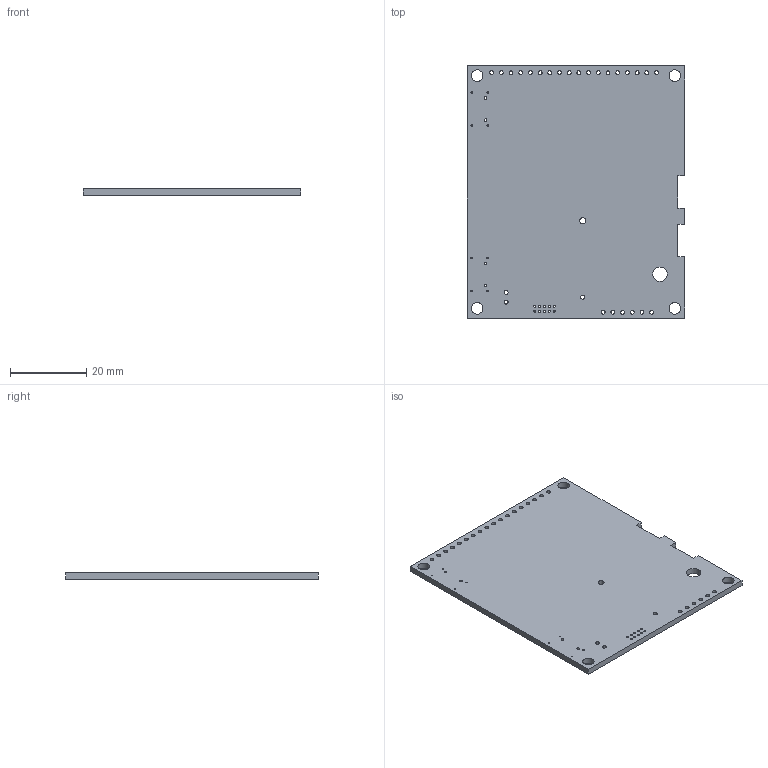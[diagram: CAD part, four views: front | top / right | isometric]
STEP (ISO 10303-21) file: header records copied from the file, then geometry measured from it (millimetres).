
FILE_DESCRIPTION(('KiCad electronic assembly'),'2;1');
FILE_NAME('kicadBoard.step','2022-11-08T18:18:36',('Pcbnew'),('Kicad'), 'Open CASCADE STEP processor 7.6','KiCad to STEP converter','Unknown' );
FILE_SCHEMA(('AUTOMOTIVE_DESIGN { 1 0 10303 214 1 1 1 1 }'));
Length unit declared in the file: millimetre
Products named in the file (2): kicadBoard 1; _autosave-kicadBoard PCB
Assembly tree (1 placements, depth 2):
  kicadBoard 1
    _autosave-kicadBoard PCB
Bounding box: 56.9 x 66.04 x 1.6 mm (x, y, z)
Volume: 5852.4 mm3; surface area: 8001.9 mm2
Topology: 1 solids, 1 shells, 69 faces, 201 edges, 134 vertices
Faces by surface type: cylinder 55, plane 14
Full cylindrical faces by diameter (mm): 0.4 x8, 0.508 x10, 0.65 x4, 1.016 x26, 1.1 x1, 1.6 x1, 3.048 x4, 3.8 x1
Entity records: 5555 total; most frequent: CARTESIAN_POINT 1468, DIRECTION 745, ORIENTED_EDGE 402, PCURVE 402, DEFINITIONAL_REPRESENTATION 402, LINE 383, VECTOR 383, EDGE_CURVE 201
